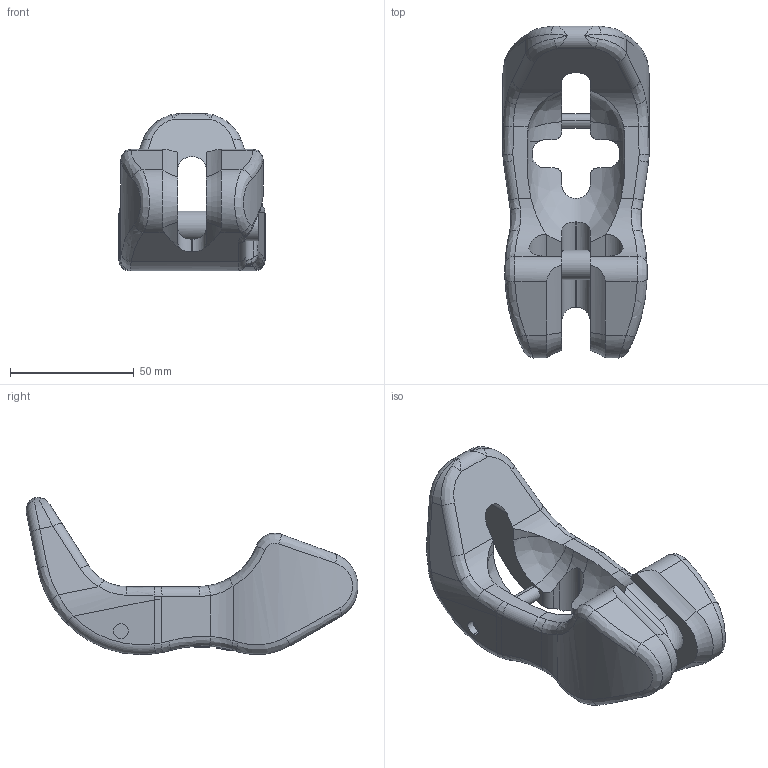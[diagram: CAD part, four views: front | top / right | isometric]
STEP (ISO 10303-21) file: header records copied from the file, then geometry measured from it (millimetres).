
FILE_DESCRIPTION((''),'2;1');
FILE_NAME('001-M31495-P-1','2004-10-21T',('Haas'),(''),'PRO/ENGINEER BY PARAMETRIC TECHNOLOGY CORPORATION, 2003450','PRO/ENGINEER BY PARAMETRIC TECHNOLOGY CORPORATION, 2003450','');
FILE_SCHEMA(('CONFIG_CONTROL_DESIGN'));
Length unit declared in the file: millimetre
Products named in the file (1): 001-M31495-P-1
Bounding box: 59 x 133.99 x 63.5 mm (x, y, z)
Volume: 152033.6 mm3; surface area: 30340.4 mm2
Topology: 1 solids, 1 shells, 358 faces, 968 edges, 624 vertices
Faces by surface type: plane 205, cylinder 81, bspline 60, torus 12
Entity records: 13653 total; most frequent: CARTESIAN_POINT 5495, ORIENTED_EDGE 1936, DIRECTION 1356, EDGE_CURVE 968, VERTEX_POINT 624, AXIS2_PLACEMENT_3D 500, B_SPLINE_CURVE_WITH_KNOTS 410, EDGE_LOOP 374
